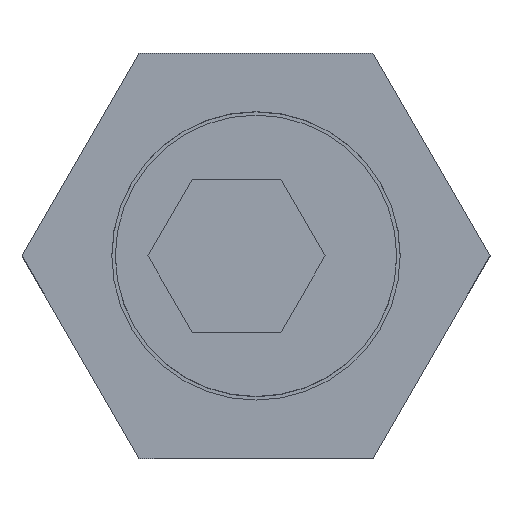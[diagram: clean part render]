
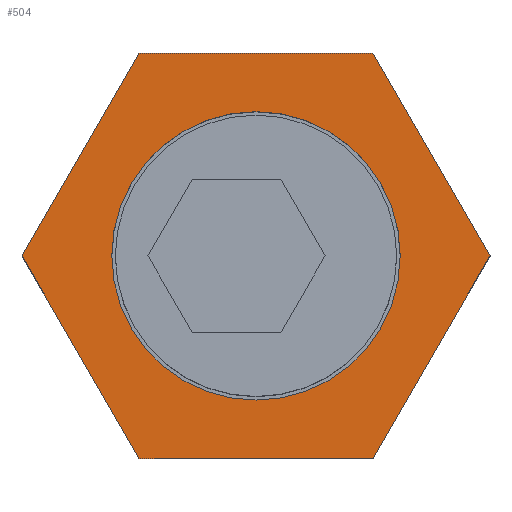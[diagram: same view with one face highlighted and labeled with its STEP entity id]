
A CAD part, top view. The second image highlights one B-rep face of the part: STEP entity #504.
In plain terms, the highlighted planar face has unit normal (0, 0, 1).
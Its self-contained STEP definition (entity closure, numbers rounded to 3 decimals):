
#9 = FACE_OUTER_BOUND ( 'NONE', #69, .T. ) ;
#14 = VERTEX_POINT ( 'NONE', #263 ) ;
#40 = CARTESIAN_POINT ( 'NONE',  ( 0., 0., 2.794 ) ) ;
#46 = AXIS2_PLACEMENT_3D ( 'NONE', #779, #361, #1056 ) ;
#69 = EDGE_LOOP ( 'NONE', ( #393, #341, #527, #1120, #487, #360 ) ) ;
#80 = DIRECTION ( 'NONE',  ( -0.5, -0.866, 0. ) ) ;
#102 = DIRECTION ( 'NONE',  ( 0., 0., -1. ) ) ;
#122 = DIRECTION ( 'NONE',  ( 1., 0., 0. ) ) ;
#126 = LINE ( 'NONE', #989, #879 ) ;
#151 = CIRCLE ( 'NONE', #895, 2.819 ) ;
#169 = VECTOR ( 'NONE', #80, 1000. ) ;
#207 = LINE ( 'NONE', #748, #169 ) ;
#263 = CARTESIAN_POINT ( 'NONE',  ( 4.575, 0., 2.794 ) ) ;
#265 = PLANE ( 'NONE',  #46 ) ;
#281 = EDGE_CURVE ( 'NONE', #907, #776, #207, .T. ) ;
#287 = CARTESIAN_POINT ( 'NONE',  ( -2.288, 3.962, 2.794 ) ) ;
#301 = CARTESIAN_POINT ( 'NONE',  ( -4.575, 0., 2.794 ) ) ;
#305 = VECTOR ( 'NONE', #535, 1000. ) ;
#341 = ORIENTED_EDGE ( 'NONE', *, *, #595, .T. ) ;
#354 = LINE ( 'NONE', #692, #931 ) ;
#359 = CARTESIAN_POINT ( 'NONE',  ( 2.288, -3.962, 2.794 ) ) ;
#360 = ORIENTED_EDGE ( 'NONE', *, *, #1030, .T. ) ;
#361 = DIRECTION ( 'NONE',  ( 0., 0., 1. ) ) ;
#393 = ORIENTED_EDGE ( 'NONE', *, *, #918, .T. ) ;
#432 = EDGE_CURVE ( 'NONE', #925, #907, #621, .T. ) ;
#435 = ORIENTED_EDGE ( 'NONE', *, *, #550, .T. ) ;
#458 = CARTESIAN_POINT ( 'NONE',  ( 0., 0., 2.794 ) ) ;
#462 = DIRECTION ( 'NONE',  ( -0.5, 0.866, 0. ) ) ;
#487 = ORIENTED_EDGE ( 'NONE', *, *, #630, .T. ) ;
#504 = ADVANCED_FACE ( 'NONE', ( #9, #547 ), #265, .T. ) ;
#526 = DIRECTION ( 'NONE',  ( 0.5, 0.866, 0. ) ) ;
#527 = ORIENTED_EDGE ( 'NONE', *, *, #432, .T. ) ;
#535 = DIRECTION ( 'NONE',  ( -1., 0., 0. ) ) ;
#547 = FACE_BOUND ( 'NONE', #634, .T. ) ;
#550 = EDGE_CURVE ( 'NONE', #863, #746, #806, .T. ) ;
#589 = VECTOR ( 'NONE', #462, 1000. ) ;
#592 = VECTOR ( 'NONE', #526, 1000. ) ;
#595 = EDGE_CURVE ( 'NONE', #14, #925, #786, .T. ) ;
#604 = DIRECTION ( 'NONE',  ( 1., 0., 0. ) ) ;
#616 = CARTESIAN_POINT ( 'NONE',  ( 4.575, 0., 2.794 ) ) ;
#621 = LINE ( 'NONE', #801, #305 ) ;
#630 = EDGE_CURVE ( 'NONE', #776, #933, #126, .T. ) ;
#634 = EDGE_LOOP ( 'NONE', ( #435, #688 ) ) ;
#640 = AXIS2_PLACEMENT_3D ( 'NONE', #458, #102, #604 ) ;
#673 = EDGE_CURVE ( 'NONE', #746, #863, #151, .T. ) ;
#685 = CARTESIAN_POINT ( 'NONE',  ( 2.288, 3.962, 2.794 ) ) ;
#688 = ORIENTED_EDGE ( 'NONE', *, *, #673, .T. ) ;
#692 = CARTESIAN_POINT ( 'NONE',  ( -2.288, -3.962, 2.794 ) ) ;
#745 = CARTESIAN_POINT ( 'NONE',  ( -2.819, 0., 2.794 ) ) ;
#746 = VERTEX_POINT ( 'NONE', #983 ) ;
#748 = CARTESIAN_POINT ( 'NONE',  ( -2.288, 3.962, 2.794 ) ) ;
#776 = VERTEX_POINT ( 'NONE', #301 ) ;
#779 = CARTESIAN_POINT ( 'NONE',  ( 6.863, 3.962, 2.794 ) ) ;
#786 = LINE ( 'NONE', #616, #589 ) ;
#801 = CARTESIAN_POINT ( 'NONE',  ( 2.288, 3.962, 2.794 ) ) ;
#806 = CIRCLE ( 'NONE', #640, 2.819 ) ;
#830 = VERTEX_POINT ( 'NONE', #1111 ) ;
#863 = VERTEX_POINT ( 'NONE', #745 ) ;
#879 = VECTOR ( 'NONE', #902, 1000. ) ;
#895 = AXIS2_PLACEMENT_3D ( 'NONE', #40, #1065, #122 ) ;
#902 = DIRECTION ( 'NONE',  ( 0.5, -0.866, 0. ) ) ;
#907 = VERTEX_POINT ( 'NONE', #287 ) ;
#918 = EDGE_CURVE ( 'NONE', #830, #14, #976, .T. ) ;
#925 = VERTEX_POINT ( 'NONE', #685 ) ;
#931 = VECTOR ( 'NONE', #1038, 1000. ) ;
#933 = VERTEX_POINT ( 'NONE', #1054 ) ;
#976 = LINE ( 'NONE', #359, #592 ) ;
#983 = CARTESIAN_POINT ( 'NONE',  ( 2.819, 0., 2.794 ) ) ;
#989 = CARTESIAN_POINT ( 'NONE',  ( -4.575, 0., 2.794 ) ) ;
#1030 = EDGE_CURVE ( 'NONE', #933, #830, #354, .T. ) ;
#1038 = DIRECTION ( 'NONE',  ( 1., 0., 0. ) ) ;
#1054 = CARTESIAN_POINT ( 'NONE',  ( -2.288, -3.962, 2.794 ) ) ;
#1056 = DIRECTION ( 'NONE',  ( 1., 0., 0. ) ) ;
#1065 = DIRECTION ( 'NONE',  ( 0., 0., -1. ) ) ;
#1111 = CARTESIAN_POINT ( 'NONE',  ( 2.288, -3.962, 2.794 ) ) ;
#1120 = ORIENTED_EDGE ( 'NONE', *, *, #281, .T. ) ;
